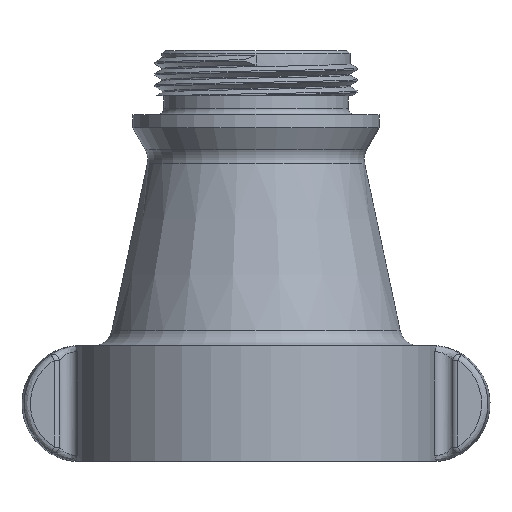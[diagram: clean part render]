
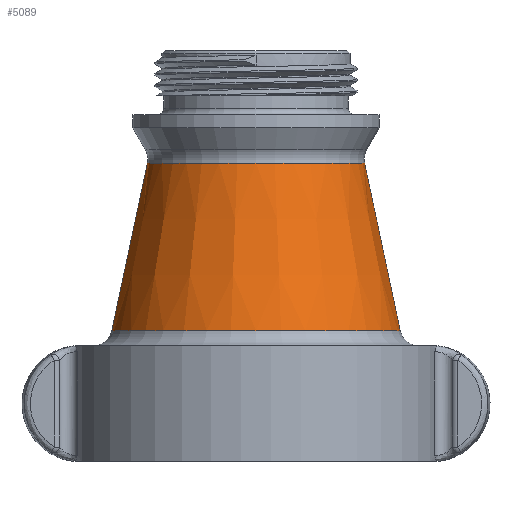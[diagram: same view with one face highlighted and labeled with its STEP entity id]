
A CAD part, left-side view. The second image highlights one B-rep face of the part: STEP entity #5089.
In plain terms, the highlighted conical face has half-angle 12 degrees and reference radius 31.262 mm.
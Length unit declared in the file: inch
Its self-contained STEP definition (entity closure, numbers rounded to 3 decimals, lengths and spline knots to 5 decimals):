
#1856=CARTESIAN_POINT('',(0.,0.,1.33602));
#1857=DIRECTION('',(0.,0.,-1.));
#1858=DIRECTION('',(0.,-1.,0.));
#1859=AXIS2_PLACEMENT_3D('',#1856,#1857,#1858);
#1861=DIRECTION('',(0.,-0.208,0.978));
#1862=VECTOR('',#1861,1.66563);
#1863=CARTESIAN_POINT('',(0.,1.40393,
1.33602));
#1864=LINE('',#1863,#1862);
#1865=CARTESIAN_POINT('',(0.,0.,2.96525));
#1866=DIRECTION('',(0.,0.,-1.));
#1867=DIRECTION('',(0.,-1.,0.));
#1868=AXIS2_PLACEMENT_3D('',#1865,#1866,#1867);
#1870=DIRECTION('',(0.,0.208,0.978));
#1871=VECTOR('',#1870,1.66563);
#1872=CARTESIAN_POINT('',(0.,-1.40393,
1.33602));
#1873=LINE('',#1872,#1871);
#2352=CARTESIAN_POINT('',(0.,1.40393,1.33602));
#2353=CARTESIAN_POINT('',(0.,-1.40393,1.33602));
#2354=VERTEX_POINT('',#2352);
#2355=VERTEX_POINT('',#2353);
#2364=CARTESIAN_POINT('',(0.,-1.05763,2.96525));
#2365=CARTESIAN_POINT('',(0.,1.05763,2.96525));
#2366=VERTEX_POINT('',#2364);
#2367=VERTEX_POINT('',#2365);
#5075=CARTESIAN_POINT('',(0.,0.,2.15063));
#5076=DIRECTION('',(0.,0.,-1.));
#5077=DIRECTION('',(0.,-1.,0.));
#5078=AXIS2_PLACEMENT_3D('',#5075,#5076,#5077);
#5079=CONICAL_SURFACE('',#5078,1.23078,12.);
#5081=ORIENTED_EDGE('',*,*,#5080,.T.);
#5083=ORIENTED_EDGE('',*,*,#5082,.T.);
#5084=ORIENTED_EDGE('',*,*,#5057,.F.);
#5086=ORIENTED_EDGE('',*,*,#5085,.F.);
#5087=EDGE_LOOP('',(#5081,#5083,#5084,#5086));
#5088=FACE_OUTER_BOUND('',#5087,.F.);
#5089=ADVANCED_FACE('',(#5088),#5079,.T.);
#1860=CIRCLE('',#1859,1.40393);
#1869=CIRCLE('',#1868,1.05763);
#5057=EDGE_CURVE('',#2366,#2367,#1869,.T.);
#5080=EDGE_CURVE('',#2355,#2354,#1860,.T.);
#5082=EDGE_CURVE('',#2354,#2367,#1864,.T.);
#5085=EDGE_CURVE('',#2355,#2366,#1873,.T.);
